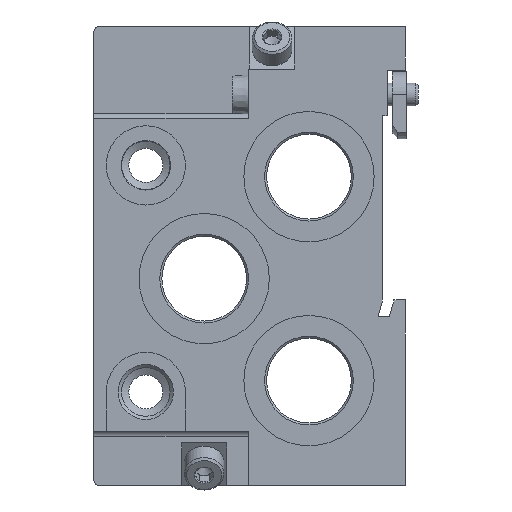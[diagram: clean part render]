
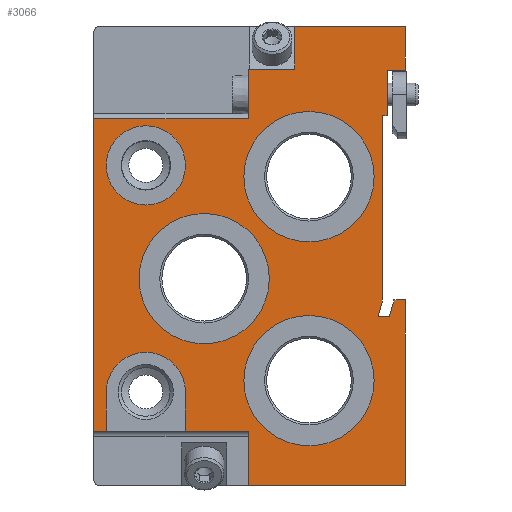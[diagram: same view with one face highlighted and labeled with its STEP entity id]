
A CAD part, left-side view. The second image highlights one B-rep face of the part: STEP entity #3066.
In plain terms, the highlighted planar face has unit normal (-1, 0, 0).
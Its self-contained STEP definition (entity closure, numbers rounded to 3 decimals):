
#191=CIRCLE('',#3338,7.);
#192=CIRCLE('',#3339,11.5);
#193=CIRCLE('',#3340,11.5);
#194=CIRCLE('',#3341,11.5);
#195=CIRCLE('',#3342,7.);
#361=ORIENTED_EDGE('',*,*,#1147,.T.);
#362=ORIENTED_EDGE('',*,*,#1148,.T.);
#363=ORIENTED_EDGE('',*,*,#1149,.T.);
#364=ORIENTED_EDGE('',*,*,#1150,.T.);
#365=ORIENTED_EDGE('',*,*,#1151,.F.);
#366=ORIENTED_EDGE('',*,*,#1152,.T.);
#367=ORIENTED_EDGE('',*,*,#1153,.F.);
#368=ORIENTED_EDGE('',*,*,#1145,.F.);
#369=ORIENTED_EDGE('',*,*,#1154,.F.);
#370=ORIENTED_EDGE('',*,*,#1155,.F.);
#371=ORIENTED_EDGE('',*,*,#1156,.F.);
#372=ORIENTED_EDGE('',*,*,#1157,.F.);
#373=ORIENTED_EDGE('',*,*,#1158,.F.);
#374=ORIENTED_EDGE('',*,*,#1159,.F.);
#375=ORIENTED_EDGE('',*,*,#1160,.F.);
#376=ORIENTED_EDGE('',*,*,#1161,.F.);
#377=ORIENTED_EDGE('',*,*,#1162,.F.);
#378=ORIENTED_EDGE('',*,*,#1163,.F.);
#379=ORIENTED_EDGE('',*,*,#1164,.F.);
#380=ORIENTED_EDGE('',*,*,#1165,.F.);
#381=ORIENTED_EDGE('',*,*,#1166,.F.);
#382=ORIENTED_EDGE('',*,*,#1167,.F.);
#383=ORIENTED_EDGE('',*,*,#1168,.F.);
#384=ORIENTED_EDGE('',*,*,#1169,.F.);
#385=ORIENTED_EDGE('',*,*,#1170,.F.);
#386=ORIENTED_EDGE('',*,*,#1171,.F.);
#387=ORIENTED_EDGE('',*,*,#1141,.F.);
#1141=EDGE_CURVE('',#1534,#1535,#1836,.T.);
#1145=EDGE_CURVE('',#1538,#1539,#1840,.T.);
#1147=EDGE_CURVE('',#1540,#1540,#191,.T.);
#1148=EDGE_CURVE('',#1541,#1541,#192,.T.);
#1149=EDGE_CURVE('',#1542,#1542,#193,.T.);
#1150=EDGE_CURVE('',#1543,#1543,#194,.T.);
#1151=EDGE_CURVE('',#1544,#1534,#1842,.T.);
#1152=EDGE_CURVE('',#1544,#1545,#195,.T.);
#1153=EDGE_CURVE('',#1539,#1545,#1843,.T.);
#1154=EDGE_CURVE('',#1546,#1538,#1844,.T.);
#1155=EDGE_CURVE('',#1547,#1546,#1845,.T.);
#1156=EDGE_CURVE('',#1548,#1547,#1846,.T.);
#1157=EDGE_CURVE('',#1549,#1548,#1847,.T.);
#1158=EDGE_CURVE('',#1550,#1549,#1848,.T.);
#1159=EDGE_CURVE('',#1551,#1550,#1849,.T.);
#1160=EDGE_CURVE('',#1552,#1551,#1850,.T.);
#1161=EDGE_CURVE('',#1553,#1552,#1851,.T.);
#1162=EDGE_CURVE('',#1554,#1553,#1852,.T.);
#1163=EDGE_CURVE('',#1555,#1554,#1853,.T.);
#1164=EDGE_CURVE('',#1556,#1555,#1854,.T.);
#1165=EDGE_CURVE('',#1557,#1556,#1855,.T.);
#1166=EDGE_CURVE('',#1558,#1557,#1856,.T.);
#1167=EDGE_CURVE('',#1559,#1558,#1857,.T.);
#1168=EDGE_CURVE('',#1560,#1559,#1858,.T.);
#1169=EDGE_CURVE('',#1561,#1560,#1859,.T.);
#1170=EDGE_CURVE('',#1562,#1561,#1860,.T.);
#1171=EDGE_CURVE('',#1535,#1562,#1861,.T.);
#1534=VERTEX_POINT('',#4711);
#1535=VERTEX_POINT('',#4713);
#1538=VERTEX_POINT('',#4719);
#1539=VERTEX_POINT('',#4721);
#1540=VERTEX_POINT('',#4725);
#1541=VERTEX_POINT('',#4727);
#1542=VERTEX_POINT('',#4729);
#1543=VERTEX_POINT('',#4731);
#1544=VERTEX_POINT('',#4733);
#1545=VERTEX_POINT('',#4735);
#1546=VERTEX_POINT('',#4738);
#1547=VERTEX_POINT('',#4740);
#1548=VERTEX_POINT('',#4742);
#1549=VERTEX_POINT('',#4744);
#1550=VERTEX_POINT('',#4746);
#1551=VERTEX_POINT('',#4748);
#1552=VERTEX_POINT('',#4750);
#1553=VERTEX_POINT('',#4752);
#1554=VERTEX_POINT('',#4754);
#1555=VERTEX_POINT('',#4756);
#1556=VERTEX_POINT('',#4758);
#1557=VERTEX_POINT('',#4760);
#1558=VERTEX_POINT('',#4762);
#1559=VERTEX_POINT('',#4764);
#1560=VERTEX_POINT('',#4766);
#1561=VERTEX_POINT('',#4768);
#1562=VERTEX_POINT('',#4770);
#1836=LINE('',#4712,#2051);
#1840=LINE('',#4720,#2055);
#1842=LINE('',#4732,#2057);
#1843=LINE('',#4736,#2058);
#1844=LINE('',#4737,#2059);
#1845=LINE('',#4739,#2060);
#1846=LINE('',#4741,#2061);
#1847=LINE('',#4743,#2062);
#1848=LINE('',#4745,#2063);
#1849=LINE('',#4747,#2064);
#1850=LINE('',#4749,#2065);
#1851=LINE('',#4751,#2066);
#1852=LINE('',#4753,#2067);
#1853=LINE('',#4755,#2068);
#1854=LINE('',#4757,#2069);
#1855=LINE('',#4759,#2070);
#1856=LINE('',#4761,#2071);
#1857=LINE('',#4763,#2072);
#1858=LINE('',#4765,#2073);
#1859=LINE('',#4767,#2074);
#1860=LINE('',#4769,#2075);
#1861=LINE('',#4771,#2076);
#2051=VECTOR('',#3726,1000.);
#2055=VECTOR('',#3730,1000.);
#2057=VECTOR('',#3742,1000.);
#2058=VECTOR('',#3745,1000.);
#2059=VECTOR('',#3746,1000.);
#2060=VECTOR('',#3747,1000.);
#2061=VECTOR('',#3748,1000.);
#2062=VECTOR('',#3749,1000.);
#2063=VECTOR('',#3750,1000.);
#2064=VECTOR('',#3751,1000.);
#2065=VECTOR('',#3752,1000.);
#2066=VECTOR('',#3753,1000.);
#2067=VECTOR('',#3754,1000.);
#2068=VECTOR('',#3755,1000.);
#2069=VECTOR('',#3756,1000.);
#2070=VECTOR('',#3757,1000.);
#2071=VECTOR('',#3758,1000.);
#2072=VECTOR('',#3759,1000.);
#2073=VECTOR('',#3760,1000.);
#2074=VECTOR('',#3761,1000.);
#2075=VECTOR('',#3762,1000.);
#2076=VECTOR('',#3763,1000.);
#2265=EDGE_LOOP('',(#361));
#2266=EDGE_LOOP('',(#362));
#2267=EDGE_LOOP('',(#363));
#2268=EDGE_LOOP('',(#364));
#2269=EDGE_LOOP('',(#365,#366,#367,#368,#369,#370,#371,#372,#373,#374,#375,
#376,#377,#378,#379,#380,#381,#382,#383,#384,#385,#386,#387));
#2611=FACE_BOUND('',#2265,.T.);
#2612=FACE_BOUND('',#2266,.T.);
#2613=FACE_BOUND('',#2267,.T.);
#2614=FACE_BOUND('',#2268,.T.);
#2615=FACE_BOUND('',#2269,.T.);
#2964=PLANE('',#3337);
#3066=ADVANCED_FACE('',(#2611,#2612,#2613,#2614,#2615),#2964,.F.);
#3337=AXIS2_PLACEMENT_3D('',#4723,#3732,#3733);
#3338=AXIS2_PLACEMENT_3D('',#4724,#3734,#3735);
#3339=AXIS2_PLACEMENT_3D('',#4726,#3736,#3737);
#3340=AXIS2_PLACEMENT_3D('',#4728,#3738,#3739);
#3341=AXIS2_PLACEMENT_3D('',#4730,#3740,#3741);
#3342=AXIS2_PLACEMENT_3D('',#4734,#3743,#3744);
#3726=DIRECTION('',(0.,1.,0.));
#3730=DIRECTION('',(0.,1.,0.));
#3732=DIRECTION('',(1.,0.,0.));
#3733=DIRECTION('',(0.,0.,-1.));
#3734=DIRECTION('',(1.,0.,0.));
#3735=DIRECTION('',(0.,0.,-1.));
#3736=DIRECTION('',(1.,0.,0.));
#3737=DIRECTION('',(0.,0.,-1.));
#3738=DIRECTION('',(1.,0.,0.));
#3739=DIRECTION('',(0.,0.,-1.));
#3740=DIRECTION('',(1.,0.,0.));
#3741=DIRECTION('',(0.,0.,-1.));
#3742=DIRECTION('',(0.,0.,-1.));
#3743=DIRECTION('',(1.,0.,0.));
#3744=DIRECTION('',(0.,0.,-1.));
#3745=DIRECTION('',(0.,0.,1.));
#3746=DIRECTION('',(0.,0.,1.));
#3747=DIRECTION('',(0.,1.,0.));
#3748=DIRECTION('',(0.,0.,-1.));
#3749=DIRECTION('',(0.,-1.,0.));
#3750=DIRECTION('',(0.,-0.259,0.966));
#3751=DIRECTION('',(0.,-1.,0.));
#3752=DIRECTION('',(0.,0.259,-0.966));
#3753=DIRECTION('',(0.,0.,-1.));
#3754=DIRECTION('',(0.,1.,0.));
#3755=DIRECTION('',(0.,0.,-1.));
#3756=DIRECTION('',(0.,1.,0.));
#3757=DIRECTION('',(0.,0.,-1.));
#3758=DIRECTION('',(0.,-1.,0.));
#3759=DIRECTION('',(0.,0.,1.));
#3760=DIRECTION('',(0.,-1.,0.));
#3761=DIRECTION('',(0.,0.,1.));
#3762=DIRECTION('',(0.,-1.,0.));
#3763=DIRECTION('',(0.,0.,1.));
#4711=CARTESIAN_POINT('',(-9.5,52.8,-71.4));
#4712=CARTESIAN_POINT('',(-9.5,54.,-71.4));
#4713=CARTESIAN_POINT('',(-9.5,55.,-71.4));
#4719=CARTESIAN_POINT('',(-9.5,27.7,-71.4));
#4720=CARTESIAN_POINT('',(-9.5,54.,-71.4));
#4721=CARTESIAN_POINT('',(-9.5,38.8,-71.4));
#4723=CARTESIAN_POINT('',(-9.5,54.,-1.));
#4724=CARTESIAN_POINT('',(-9.5,45.8,-24.5));
#4725=CARTESIAN_POINT('',(-9.5,45.8,-31.5));
#4726=CARTESIAN_POINT('',(-9.5,35.5,-44.5));
#4727=CARTESIAN_POINT('',(-9.5,35.5,-56.));
#4728=CARTESIAN_POINT('',(-9.5,17.,-62.5));
#4729=CARTESIAN_POINT('',(-9.5,17.,-74.));
#4730=CARTESIAN_POINT('',(-9.5,17.,-26.5));
#4731=CARTESIAN_POINT('',(-9.5,17.,-38.));
#4732=CARTESIAN_POINT('',(-9.5,52.8,-1.));
#4733=CARTESIAN_POINT('',(-9.5,52.8,-64.5));
#4734=CARTESIAN_POINT('',(-9.5,45.8,-64.5));
#4735=CARTESIAN_POINT('',(-9.5,38.8,-64.5));
#4736=CARTESIAN_POINT('',(-9.5,38.8,-1.));
#4737=CARTESIAN_POINT('',(-9.5,27.7,-1.));
#4738=CARTESIAN_POINT('',(-9.5,27.7,-81.));
#4739=CARTESIAN_POINT('',(-9.5,0.,-81.));
#4740=CARTESIAN_POINT('',(-9.5,0.,-81.));
#4741=CARTESIAN_POINT('',(-9.5,0.,-48.25));
#4742=CARTESIAN_POINT('',(-9.5,0.,-48.25));
#4743=CARTESIAN_POINT('',(-9.5,1.996,-48.25));
#4744=CARTESIAN_POINT('',(-9.5,1.996,-48.25));
#4745=CARTESIAN_POINT('',(-9.5,2.8,-51.25));
#4746=CARTESIAN_POINT('',(-9.5,2.8,-51.25));
#4747=CARTESIAN_POINT('',(-9.5,4.8,-51.25));
#4748=CARTESIAN_POINT('',(-9.5,4.8,-51.25));
#4749=CARTESIAN_POINT('',(-9.5,4.,-48.264));
#4750=CARTESIAN_POINT('',(-9.5,4.,-48.264));
#4751=CARTESIAN_POINT('',(-9.5,4.,-15.75));
#4752=CARTESIAN_POINT('',(-9.5,4.,-15.75));
#4753=CARTESIAN_POINT('',(-9.5,3.2,-15.75));
#4754=CARTESIAN_POINT('',(-9.5,3.2,-15.75));
#4755=CARTESIAN_POINT('',(-9.5,3.2,-7.7));
#4756=CARTESIAN_POINT('',(-9.5,3.2,-7.7));
#4757=CARTESIAN_POINT('',(-9.5,0.,-7.7));
#4758=CARTESIAN_POINT('',(-9.5,0.,-7.7));
#4759=CARTESIAN_POINT('',(-9.5,0.,0.));
#4760=CARTESIAN_POINT('',(-9.5,0.,0.));
#4761=CARTESIAN_POINT('',(-9.5,54.,0.));
#4762=CARTESIAN_POINT('',(-9.5,19.5,0.));
#4763=CARTESIAN_POINT('',(-9.5,19.5,-1.));
#4764=CARTESIAN_POINT('',(-9.5,19.5,-7.5));
#4765=CARTESIAN_POINT('',(-9.5,54.,-7.5));
#4766=CARTESIAN_POINT('',(-9.5,27.7,-7.5));
#4767=CARTESIAN_POINT('',(-9.5,27.7,-1.));
#4768=CARTESIAN_POINT('',(-9.5,27.7,-16.3));
#4769=CARTESIAN_POINT('',(-9.5,54.,-16.3));
#4770=CARTESIAN_POINT('',(-9.5,55.,-16.3));
#4771=CARTESIAN_POINT('',(-9.5,55.,-80.));
